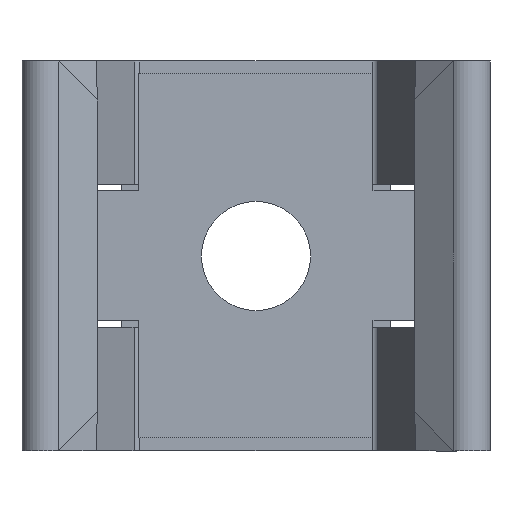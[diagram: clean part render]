
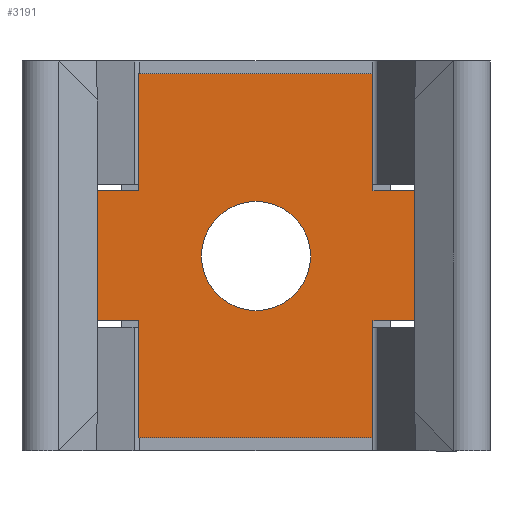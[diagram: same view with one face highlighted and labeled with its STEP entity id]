
A CAD part, front view. The second image highlights one B-rep face of the part: STEP entity #3191.
In plain terms, the highlighted planar face has unit normal (0, -1, 0).
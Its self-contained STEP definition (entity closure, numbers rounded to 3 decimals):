
#2926=DIRECTION('',(0.,0.,1.));
#2927=VECTOR('',#2926,9.);
#2928=CARTESIAN_POINT('',(-9.,0.,-14.));
#2929=LINE('69',#2928,#2927);
#2930=DIRECTION('',(-1.,0.,0.));
#2931=VECTOR('',#2930,8.5);
#2932=CARTESIAN_POINT('',(-9.,0.,-5.));
#2933=LINE('70',#2932,#2931);
#2934=DIRECTION('',(0.,0.,1.));
#2935=VECTOR('',#2934,10.);
#2936=CARTESIAN_POINT('',(-17.5,0.,-5.));
#2937=LINE('71',#2936,#2935);
#2938=DIRECTION('',(1.,0.,0.));
#2939=VECTOR('',#2938,8.5);
#2940=CARTESIAN_POINT('',(-17.5,0.,5.));
#2941=LINE('72',#2940,#2939);
#2942=DIRECTION('',(0.,0.,1.));
#2943=VECTOR('',#2942,9.);
#2944=CARTESIAN_POINT('',(-9.,0.,5.));
#2945=LINE('73',#2944,#2943);
#2946=DIRECTION('',(1.,0.,0.));
#2947=VECTOR('',#2946,18.);
#2948=CARTESIAN_POINT('',(-9.,0.,14.));
#2949=LINE('74',#2948,#2947);
#2950=DIRECTION('',(0.,0.,-1.));
#2951=VECTOR('',#2950,9.);
#2952=CARTESIAN_POINT('',(9.,0.,14.));
#2953=LINE('75',#2952,#2951);
#2954=DIRECTION('',(1.,0.,0.));
#2955=VECTOR('',#2954,8.5);
#2956=CARTESIAN_POINT('',(9.,0.,5.));
#2957=LINE('76',#2956,#2955);
#2958=DIRECTION('',(0.,0.,-1.));
#2959=VECTOR('',#2958,10.);
#2960=CARTESIAN_POINT('',(17.5,0.,5.));
#2961=LINE('77',#2960,#2959);
#2962=DIRECTION('',(-1.,0.,0.));
#2963=VECTOR('',#2962,8.5);
#2964=CARTESIAN_POINT('',(17.5,0.,-5.));
#2965=LINE('78',#2964,#2963);
#2966=DIRECTION('',(0.,0.,-1.));
#2967=VECTOR('',#2966,9.);
#2968=CARTESIAN_POINT('',(9.,0.,-5.));
#2969=LINE('79',#2968,#2967);
#2970=DIRECTION('',(-1.,0.,0.));
#2971=VECTOR('',#2970,18.);
#2972=CARTESIAN_POINT('',(9.,0.,-14.));
#2973=LINE('80',#2972,#2971);
#2974=CARTESIAN_POINT('',(0.,0.,0.));
#2975=DIRECTION('',(0.,1.,0.));
#2976=DIRECTION('',(1.,0.,0.));
#2977=AXIS2_PLACEMENT_3D('',#2974,#2975,#2976);
#2979=CARTESIAN_POINT('',(0.,0.,0.));
#2980=DIRECTION('',(0.,1.,0.));
#2981=DIRECTION('',(-1.,0.,0.));
#2982=AXIS2_PLACEMENT_3D('',#2979,#2980,#2981);
#3098=CARTESIAN_POINT('',(-9.,0.,-14.));
#3099=CARTESIAN_POINT('',(-9.,0.,-5.));
#3100=VERTEX_POINT('',#3098);
#3101=VERTEX_POINT('',#3099);
#3102=CARTESIAN_POINT('',(-17.5,0.,-5.));
#3103=VERTEX_POINT('',#3102);
#3104=CARTESIAN_POINT('',(-17.5,0.,5.));
#3105=VERTEX_POINT('',#3104);
#3106=CARTESIAN_POINT('',(-9.,0.,5.));
#3107=VERTEX_POINT('',#3106);
#3108=CARTESIAN_POINT('',(-9.,0.,14.));
#3109=VERTEX_POINT('',#3108);
#3110=CARTESIAN_POINT('',(9.,0.,14.));
#3111=VERTEX_POINT('',#3110);
#3112=CARTESIAN_POINT('',(9.,0.,5.));
#3113=VERTEX_POINT('',#3112);
#3114=CARTESIAN_POINT('',(17.5,0.,5.));
#3115=VERTEX_POINT('',#3114);
#3116=CARTESIAN_POINT('',(17.5,0.,-5.));
#3117=VERTEX_POINT('',#3116);
#3118=CARTESIAN_POINT('',(9.,0.,-5.));
#3119=VERTEX_POINT('',#3118);
#3120=CARTESIAN_POINT('',(9.,0.,-14.));
#3121=VERTEX_POINT('',#3120);
#3146=CARTESIAN_POINT('',(4.2,0.,0.));
#3147=CARTESIAN_POINT('',(-4.2,0.,0.));
#3148=VERTEX_POINT('',#3146);
#3149=VERTEX_POINT('',#3147);
#3154=CARTESIAN_POINT('',(0.,0.,0.));
#3155=DIRECTION('',(0.,1.,0.));
#3156=DIRECTION('',(1.,0.,0.));
#3157=AXIS2_PLACEMENT_3D('',#3154,#3155,#3156);
#3158=PLANE('68',#3157);
#3160=ORIENTED_EDGE('69',*,*,#3159,.T.);
#3162=ORIENTED_EDGE('70',*,*,#3161,.T.);
#3164=ORIENTED_EDGE('71',*,*,#3163,.T.);
#3166=ORIENTED_EDGE('72',*,*,#3165,.T.);
#3168=ORIENTED_EDGE('73',*,*,#3167,.T.);
#3170=ORIENTED_EDGE('74',*,*,#3169,.T.);
#3172=ORIENTED_EDGE('75',*,*,#3171,.T.);
#3174=ORIENTED_EDGE('76',*,*,#3173,.T.);
#3176=ORIENTED_EDGE('77',*,*,#3175,.T.);
#3178=ORIENTED_EDGE('78',*,*,#3177,.T.);
#3180=ORIENTED_EDGE('79',*,*,#3179,.T.);
#3182=ORIENTED_EDGE('80',*,*,#3181,.T.);
#3183=EDGE_LOOP('68',(#3160,#3162,#3164,#3166,#3168,#3170,#3172,#3174,#3176,
#3178,#3180,#3182));
#3184=FACE_OUTER_BOUND('68',#3183,.F.);
#3186=ORIENTED_EDGE('134',*,*,#3185,.F.);
#3188=ORIENTED_EDGE('135',*,*,#3187,.F.);
#3189=EDGE_LOOP('68',(#3186,#3188));
#3190=FACE_BOUND('68',#3189,.F.);
#3191=ADVANCED_FACE('68',(#3184,#3190),#3158,.F.);
#2978=CIRCLE('134',#2977,4.2);
#2983=CIRCLE('135',#2982,4.2);
#3159=EDGE_CURVE('69',#3100,#3101,#2929,.T.);
#3161=EDGE_CURVE('70',#3101,#3103,#2933,.T.);
#3163=EDGE_CURVE('71',#3103,#3105,#2937,.T.);
#3165=EDGE_CURVE('72',#3105,#3107,#2941,.T.);
#3167=EDGE_CURVE('73',#3107,#3109,#2945,.T.);
#3169=EDGE_CURVE('74',#3109,#3111,#2949,.T.);
#3171=EDGE_CURVE('75',#3111,#3113,#2953,.T.);
#3173=EDGE_CURVE('76',#3113,#3115,#2957,.T.);
#3175=EDGE_CURVE('77',#3115,#3117,#2961,.T.);
#3177=EDGE_CURVE('78',#3117,#3119,#2965,.T.);
#3179=EDGE_CURVE('79',#3119,#3121,#2969,.T.);
#3181=EDGE_CURVE('80',#3121,#3100,#2973,.T.);
#3185=EDGE_CURVE('134',#3148,#3149,#2978,.T.);
#3187=EDGE_CURVE('135',#3149,#3148,#2983,.T.);
